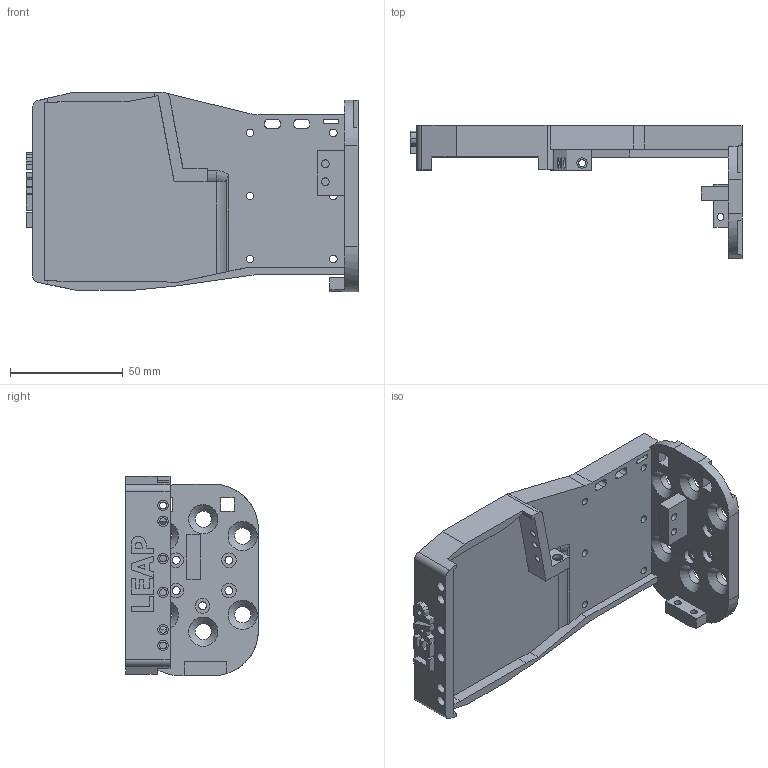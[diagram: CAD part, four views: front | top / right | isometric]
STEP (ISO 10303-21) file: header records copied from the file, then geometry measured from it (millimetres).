
FILE_DESCRIPTION(/* description */ ('','CAx-IF Rec.Pracs.---Representation and Presentation of Product Manufacturing Information (PMI)---4.0---2014-10-13'),/* implementation_level */ '2;1');
FILE_NAME(/* name */ 'wrist_xarm_right.stp',/* time_stamp */ '2025-08-23T20:00:08-04:00',/* author */ ('Kenny'),/* organization */ (''),/* preprocessor_version */ 'ST-DEVELOPER v20',/* originating_system */ 'Autodesk Inventor 2025',/* authorisation */ '');
FILE_SCHEMA (('AP242_MANAGED_MODEL_BASED_3D_ENGINEERING_MIM_LF { 1 0 10303 442 1 1 4 }'));
Length unit declared in the file: millimetre
Products named in the file (1): wrist_xarm_right
Bounding box: 147.5 x 59 x 88.5 mm (x, y, z)
Volume: 140998.6 mm3; surface area: 44091.8 mm2
Topology: 1 solids, 1 shells, 219 faces, 583 edges, 386 vertices
Faces by surface type: plane 129, cylinder 73, bspline 11, cone 6
Full cylindrical faces by diameter (mm): 0.01 x1, 2.9 x1, 3 x11, 3.4 x8, 3.5 x5, 4.6 x12, 6.5 x5, 7.2 x6
Entity records: 7495 total; most frequent: CARTESIAN_POINT 1423, ORIENTED_EDGE 1166, DIRECTION 1158, EDGE_CURVE 583, LINE 398, VECTOR 398, VERTEX_POINT 386, AXIS2_PLACEMENT_3D 380
